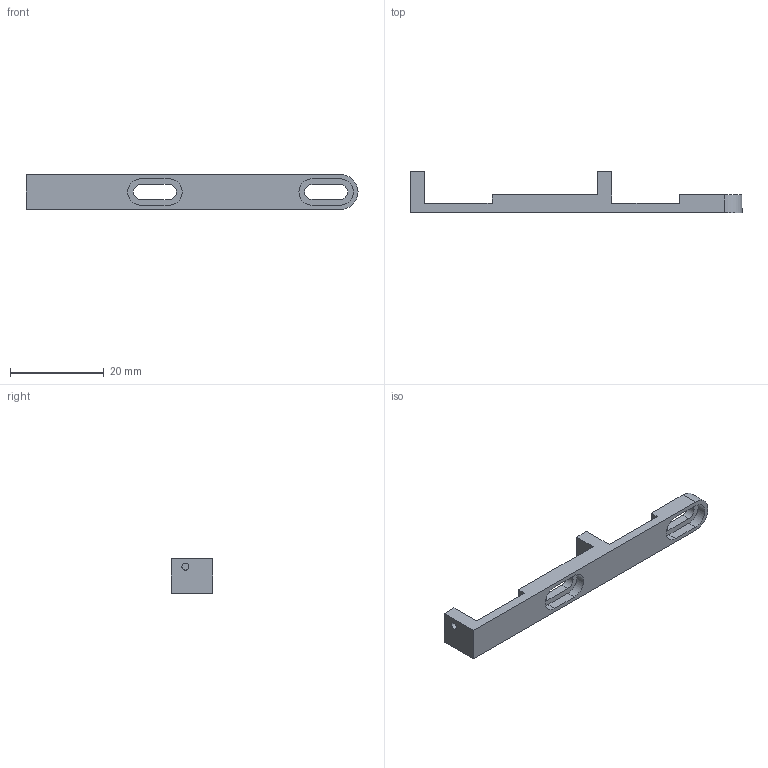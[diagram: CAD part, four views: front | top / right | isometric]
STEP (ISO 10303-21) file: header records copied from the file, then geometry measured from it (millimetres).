
FILE_DESCRIPTION (( 'STEP AP203' ), '1' );
FILE_NAME ('+YSwitchArm.STEP', '2020-09-23T23:03:44', ( '' ), ( '' ), 'SwSTEP 2.0', 'SolidWorks 2020', '' );
FILE_SCHEMA (( 'CONFIG_CONTROL_DESIGN' ));
Length unit declared in the file: millimetre
Products named in the file (1): +YSwitchArm
Bounding box: 70.8 x 8.8 x 7.4 mm (x, y, z)
Volume: 1428.7 mm3; surface area: 1907.4 mm2
Topology: 1 solids, 1 shells, 50 faces, 132 edges, 88 vertices
Faces by surface type: plane 31, cylinder 19
Entity records: 1643 total; most frequent: DIRECTION 272, CARTESIAN_POINT 271, ORIENTED_EDGE 264, EDGE_CURVE 132, VECTOR 94, LINE 94, AXIS2_PLACEMENT_3D 89, VERTEX_POINT 88
